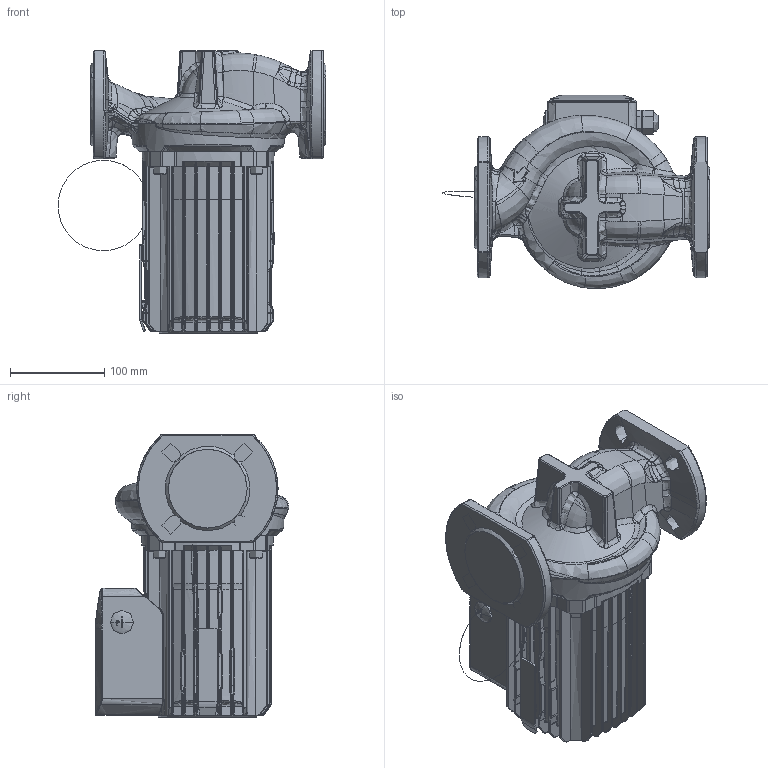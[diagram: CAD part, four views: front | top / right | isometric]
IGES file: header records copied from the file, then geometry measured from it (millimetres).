
Global section: file name: 015P1223 (RWS 40-160FT); native system: AutoCAD 2021 — Русский (Russian),62HAutod; preprocessor: esk Translation Framework DWG producer (atf_dwg_producer); organization: unknown; date: 20240903.220732; units: millimetre
Bounding box: 284.39 x 205.39 x 300.5 mm (x, y, z)
Volume: 10436.4 mm3; surface area: 409844.1 mm2
Topology: 2 solids, 2 shells, 3106 faces, 49949 edges, 49856 vertices
Faces by surface type: revolution 1604, bspline 1502
